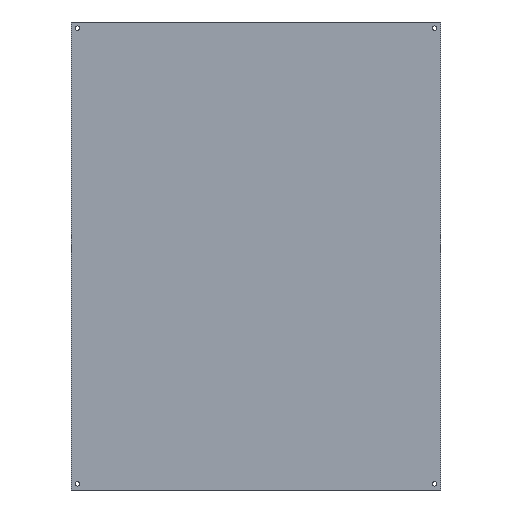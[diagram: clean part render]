
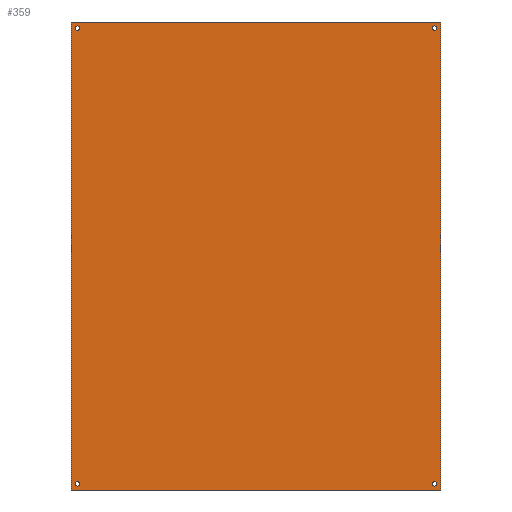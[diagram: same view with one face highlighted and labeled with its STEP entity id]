
A CAD part, front view. The second image highlights one B-rep face of the part: STEP entity #359.
In plain terms, the highlighted planar face has unit normal (0, -1, 0).
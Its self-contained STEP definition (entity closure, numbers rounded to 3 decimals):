
#2 = ORIENTED_EDGE ( 'NONE', *, *, #158, .F. ) ;
#10 = VECTOR ( 'NONE', #72, 1000. ) ;
#16 = AXIS2_PLACEMENT_3D ( 'NONE', #32, #435, #138 ) ;
#19 = CARTESIAN_POINT ( 'NONE',  ( 362.5, 0., -467. ) ) ;
#23 = ORIENTED_EDGE ( 'NONE', *, *, #472, .T. ) ;
#26 = AXIS2_PLACEMENT_3D ( 'NONE', #134, #212, #172 ) ;
#32 = CARTESIAN_POINT ( 'NONE',  ( 362.5, 0., -462.5 ) ) ;
#34 = VERTEX_POINT ( 'NONE', #19 ) ;
#35 = DIRECTION ( 'NONE',  ( 0., 1., 0. ) ) ;
#37 = DIRECTION ( 'NONE',  ( 0., 1., 0. ) ) ;
#40 = EDGE_LOOP ( 'NONE', ( #300, #287 ) ) ;
#41 = VERTEX_POINT ( 'NONE', #469 ) ;
#44 = CIRCLE ( 'NONE', #448, 4.5 ) ;
#53 = ORIENTED_EDGE ( 'NONE', *, *, #389, .T. ) ;
#70 = CARTESIAN_POINT ( 'NONE',  ( -375., 0., -475. ) ) ;
#72 = DIRECTION ( 'NONE',  ( 0., 0., -1. ) ) ;
#78 = DIRECTION ( 'NONE',  ( 0., 0., 1. ) ) ;
#79 = EDGE_CURVE ( 'NONE', #41, #484, #155, .T. ) ;
#86 = AXIS2_PLACEMENT_3D ( 'NONE', #444, #375, #187 ) ;
#90 = ORIENTED_EDGE ( 'NONE', *, *, #115, .T. ) ;
#100 = CARTESIAN_POINT ( 'NONE',  ( -375., 0., 475. ) ) ;
#103 = CARTESIAN_POINT ( 'NONE',  ( -362.5, 0., 462.5 ) ) ;
#113 = CARTESIAN_POINT ( 'NONE',  ( -362.5, 0., -462.5 ) ) ;
#115 = EDGE_CURVE ( 'NONE', #34, #238, #313, .T. ) ;
#116 = ORIENTED_EDGE ( 'NONE', *, *, #135, .F. ) ;
#134 = CARTESIAN_POINT ( 'NONE',  ( -375., 0., 475. ) ) ;
#135 = EDGE_CURVE ( 'NONE', #382, #41, #227, .T. ) ;
#136 = ORIENTED_EDGE ( 'NONE', *, *, #288, .F. ) ;
#138 = DIRECTION ( 'NONE',  ( 0., 0., -1. ) ) ;
#148 = DIRECTION ( 'NONE',  ( 0., 0., -1. ) ) ;
#155 = LINE ( 'NONE', #70, #477 ) ;
#158 = EDGE_CURVE ( 'NONE', #484, #178, #463, .T. ) ;
#159 = CARTESIAN_POINT ( 'NONE',  ( -362.5, 0., -467. ) ) ;
#164 = FACE_BOUND ( 'NONE', #258, .T. ) ;
#165 = DIRECTION ( 'NONE',  ( 1., 0., 0. ) ) ;
#172 = DIRECTION ( 'NONE',  ( 0., 0., 1. ) ) ;
#174 = DIRECTION ( 'NONE',  ( 0., 0., -1. ) ) ;
#177 = DIRECTION ( 'NONE',  ( 0., 1., 0. ) ) ;
#178 = VERTEX_POINT ( 'NONE', #284 ) ;
#187 = DIRECTION ( 'NONE',  ( 0., 0., -1. ) ) ;
#189 = CIRCLE ( 'NONE', #319, 4.5 ) ;
#196 = VECTOR ( 'NONE', #256, 1000. ) ;
#197 = VERTEX_POINT ( 'NONE', #323 ) ;
#199 = CARTESIAN_POINT ( 'NONE',  ( -362.5, 0., 458. ) ) ;
#204 = DIRECTION ( 'NONE',  ( 0., 0., 1. ) ) ;
#207 = CARTESIAN_POINT ( 'NONE',  ( 362.5, 0., 462.5 ) ) ;
#212 = DIRECTION ( 'NONE',  ( 0., 1., 0. ) ) ;
#221 = CARTESIAN_POINT ( 'NONE',  ( -362.5, 0., 467. ) ) ;
#225 = CIRCLE ( 'NONE', #409, 4.5 ) ;
#226 = DIRECTION ( 'NONE',  ( 0., 1., 0. ) ) ;
#227 = LINE ( 'NONE', #438, #196 ) ;
#228 = CIRCLE ( 'NONE', #86, 4.5 ) ;
#237 = EDGE_CURVE ( 'NONE', #197, #243, #225, .T. ) ;
#238 = VERTEX_POINT ( 'NONE', #470 ) ;
#242 = CARTESIAN_POINT ( 'NONE',  ( 362.5, 0., 467. ) ) ;
#243 = VERTEX_POINT ( 'NONE', #242 ) ;
#244 = VERTEX_POINT ( 'NONE', #159 ) ;
#249 = PLANE ( 'NONE',  #26 ) ;
#250 = EDGE_LOOP ( 'NONE', ( #23, #53 ) ) ;
#256 = DIRECTION ( 'NONE',  ( -1., 0., 0. ) ) ;
#258 = EDGE_LOOP ( 'NONE', ( #410, #266 ) ) ;
#259 = EDGE_CURVE ( 'NONE', #243, #197, #491, .T. ) ;
#261 = EDGE_LOOP ( 'NONE', ( #348, #116, #136, #2 ) ) ;
#266 = ORIENTED_EDGE ( 'NONE', *, *, #268, .T. ) ;
#267 = FACE_BOUND ( 'NONE', #250, .T. ) ;
#268 = EDGE_CURVE ( 'NONE', #460, #272, #374, .T. ) ;
#272 = VERTEX_POINT ( 'NONE', #199 ) ;
#279 = FACE_OUTER_BOUND ( 'NONE', #261, .T. ) ;
#284 = CARTESIAN_POINT ( 'NONE',  ( 375., 0., 475. ) ) ;
#287 = ORIENTED_EDGE ( 'NONE', *, *, #259, .T. ) ;
#288 = EDGE_CURVE ( 'NONE', #178, #382, #335, .T. ) ;
#290 = CARTESIAN_POINT ( 'NONE',  ( 375., 0., -475. ) ) ;
#294 = AXIS2_PLACEMENT_3D ( 'NONE', #303, #226, #148 ) ;
#296 = DIRECTION ( 'NONE',  ( 0., 1., 0. ) ) ;
#300 = ORIENTED_EDGE ( 'NONE', *, *, #237, .T. ) ;
#303 = CARTESIAN_POINT ( 'NONE',  ( 362.5, 0., -462.5 ) ) ;
#306 = CARTESIAN_POINT ( 'NONE',  ( -362.5, 0., -462.5 ) ) ;
#308 = DIRECTION ( 'NONE',  ( 0., 0., 1. ) ) ;
#309 = CARTESIAN_POINT ( 'NONE',  ( -362.5, 0., -458. ) ) ;
#313 = CIRCLE ( 'NONE', #16, 4.5 ) ;
#319 = AXIS2_PLACEMENT_3D ( 'NONE', #306, #37, #308 ) ;
#323 = CARTESIAN_POINT ( 'NONE',  ( 362.5, 0., 458. ) ) ;
#335 = LINE ( 'NONE', #290, #10 ) ;
#348 = ORIENTED_EDGE ( 'NONE', *, *, #79, .F. ) ;
#359 = ADVANCED_FACE ( 'NONE', ( #452, #267, #279, #443, #164 ), #249, .F. ) ;
#369 = DIRECTION ( 'NONE',  ( 0., 0., 1. ) ) ;
#374 = CIRCLE ( 'NONE', #456, 4.5 ) ;
#375 = DIRECTION ( 'NONE',  ( 0., 1., 0. ) ) ;
#382 = VERTEX_POINT ( 'NONE', #434 ) ;
#389 = EDGE_CURVE ( 'NONE', #496, #244, #44, .T. ) ;
#400 = CARTESIAN_POINT ( 'NONE',  ( 362.5, 0., 462.5 ) ) ;
#409 = AXIS2_PLACEMENT_3D ( 'NONE', #207, #425, #204 ) ;
#410 = ORIENTED_EDGE ( 'NONE', *, *, #459, .T. ) ;
#425 = DIRECTION ( 'NONE',  ( 0., 1., 0. ) ) ;
#428 = AXIS2_PLACEMENT_3D ( 'NONE', #400, #296, #480 ) ;
#434 = CARTESIAN_POINT ( 'NONE',  ( 375., 0., -475. ) ) ;
#435 = DIRECTION ( 'NONE',  ( 0., 1., 0. ) ) ;
#438 = CARTESIAN_POINT ( 'NONE',  ( -375., 0., -475. ) ) ;
#442 = EDGE_LOOP ( 'NONE', ( #90, #486 ) ) ;
#443 = FACE_BOUND ( 'NONE', #442, .T. ) ;
#444 = CARTESIAN_POINT ( 'NONE',  ( -362.5, 0., 462.5 ) ) ;
#446 = CIRCLE ( 'NONE', #294, 4.5 ) ;
#448 = AXIS2_PLACEMENT_3D ( 'NONE', #113, #35, #78 ) ;
#452 = FACE_BOUND ( 'NONE', #40, .T. ) ;
#453 = EDGE_CURVE ( 'NONE', #238, #34, #446, .T. ) ;
#456 = AXIS2_PLACEMENT_3D ( 'NONE', #103, #177, #174 ) ;
#459 = EDGE_CURVE ( 'NONE', #272, #460, #228, .T. ) ;
#460 = VERTEX_POINT ( 'NONE', #221 ) ;
#461 = VECTOR ( 'NONE', #165, 1000. ) ;
#463 = LINE ( 'NONE', #100, #461 ) ;
#469 = CARTESIAN_POINT ( 'NONE',  ( -375., 0., -475. ) ) ;
#470 = CARTESIAN_POINT ( 'NONE',  ( 362.5, 0., -458. ) ) ;
#472 = EDGE_CURVE ( 'NONE', #244, #496, #189, .T. ) ;
#477 = VECTOR ( 'NONE', #369, 1000. ) ;
#480 = DIRECTION ( 'NONE',  ( 0., 0., 1. ) ) ;
#484 = VERTEX_POINT ( 'NONE', #498 ) ;
#486 = ORIENTED_EDGE ( 'NONE', *, *, #453, .T. ) ;
#491 = CIRCLE ( 'NONE', #428, 4.5 ) ;
#496 = VERTEX_POINT ( 'NONE', #309 ) ;
#498 = CARTESIAN_POINT ( 'NONE',  ( -375., 0., 475. ) ) ;
